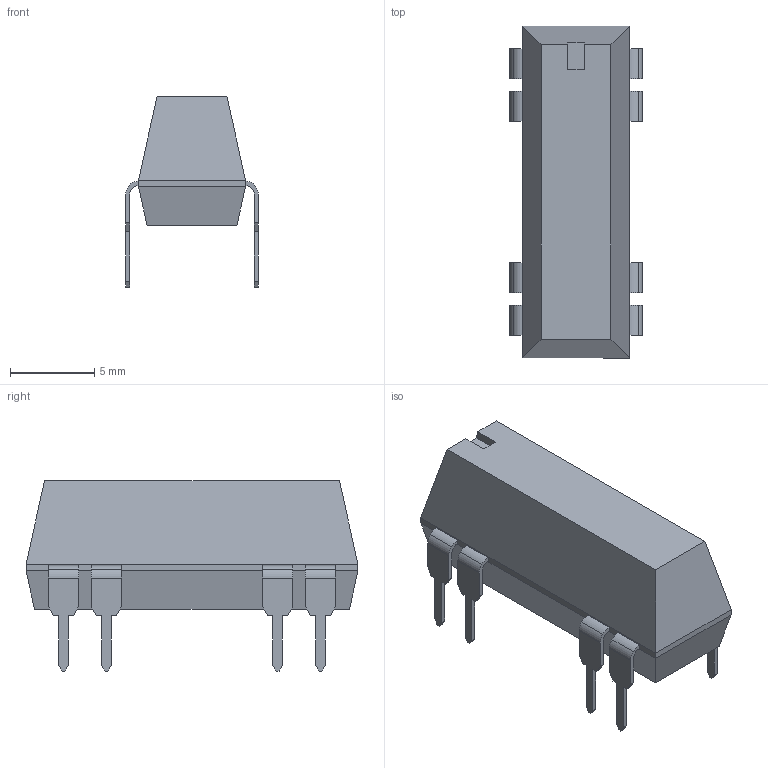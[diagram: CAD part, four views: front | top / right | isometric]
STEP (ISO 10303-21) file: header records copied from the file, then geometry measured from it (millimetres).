
FILE_DESCRIPTION((''),'2;1');
FILE_NAME('REL_TYCO_JWD.stp','2009-06-03T09:37:01',(''),(''),'Mechanical Desktop 2006','Mechanical Desktop 2006',', , ');
FILE_SCHEMA(('AUTOMOTIVE_DESIGN { 1 2 10303 214 0 1 1 1 }'));
Length unit declared in the file: millimetre
Products named in the file (1): Product
Bounding box: 7.87 x 19.69 x 11.3 mm (x, y, z)
Volume: 803.1 mm3; surface area: 702.2 mm2
Topology: 9 solids, 9 shells, 178 faces, 472 edges, 312 vertices
Faces by surface type: plane 82, bspline 64, cylinder 32
Entity records: 5500 total; most frequent: CARTESIAN_POINT 1155, ORIENTED_EDGE 944, DIRECTION 766, EDGE_CURVE 472, VECTOR 408, LINE 408, VERTEX_POINT 312, AXIS2_PLACEMENT_3D 179
